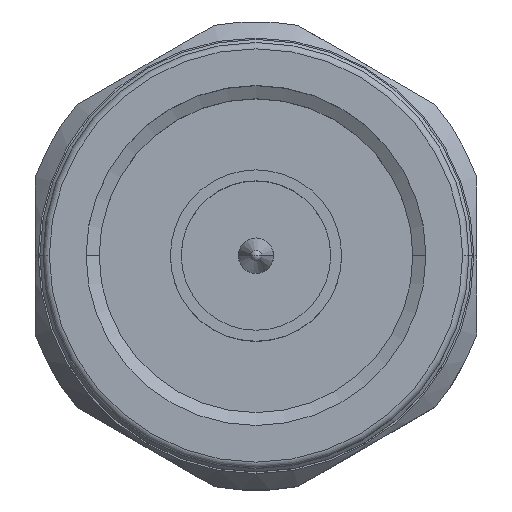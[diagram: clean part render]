
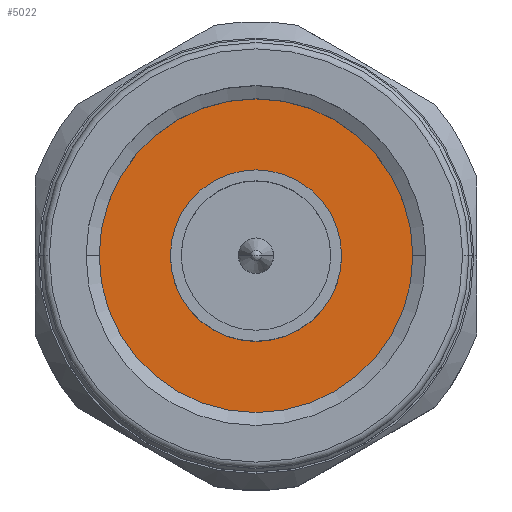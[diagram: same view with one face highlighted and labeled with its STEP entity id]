
A CAD part, top view. The second image highlights one B-rep face of the part: STEP entity #5022.
In plain terms, the highlighted face is planar.
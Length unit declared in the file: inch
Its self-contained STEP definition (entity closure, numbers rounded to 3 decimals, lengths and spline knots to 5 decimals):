
#151 = ORIENTED_EDGE ( 'NONE', *, *, #4220, .F. ) ;
#324 = DIRECTION ( 'NONE',  ( 1., 0., 0. ) ) ;
#554 = AXIS2_PLACEMENT_3D ( 'NONE', #5265, #817, #2173 ) ;
#570 = EDGE_LOOP ( 'NONE', ( #7100, #7707 ) ) ;
#589 = VERTEX_POINT ( 'NONE', #6801 ) ;
#817 = DIRECTION ( 'NONE',  ( 1., 0., 0. ) ) ;
#953 = DIRECTION ( 'NONE',  ( 0., 0., -1. ) ) ;
#1045 = VERTEX_POINT ( 'NONE', #7031 ) ;
#1177 = CARTESIAN_POINT ( 'NONE',  ( 0.35943, 0., 0.34395 ) ) ;
#1619 = VERTEX_POINT ( 'NONE', #5492 ) ;
#1842 = PLANE ( 'NONE',  #3479 ) ;
#1930 = CIRCLE ( 'NONE', #4350, 0.15748 ) ;
#1961 = EDGE_CURVE ( 'NONE', #589, #1619, #6174, .T. ) ;
#2173 = DIRECTION ( 'NONE',  ( 0., 0., -1. ) ) ;
#2193 = DIRECTION ( 'NONE',  ( 1., 0., 0. ) ) ;
#3010 = CARTESIAN_POINT ( 'NONE',  ( 0.35943, 0., 0. ) ) ;
#3142 = DIRECTION ( 'NONE',  ( 1., 0., 0. ) ) ;
#3217 = DIRECTION ( 'NONE',  ( 0., 0., -1. ) ) ;
#3387 = AXIS2_PLACEMENT_3D ( 'NONE', #7172, #2193, #6637 ) ;
#3479 = AXIS2_PLACEMENT_3D ( 'NONE', #7694, #3142, #3217 ) ;
#3499 = CARTESIAN_POINT ( 'NONE',  ( 0.35943, 0., 0. ) ) ;
#3657 = ORIENTED_EDGE ( 'NONE', *, *, #5713, .F. ) ;
#4036 = EDGE_LOOP ( 'NONE', ( #3657, #151 ) ) ;
#4220 = EDGE_CURVE ( 'NONE', #5872, #1045, #7066, .T. ) ;
#4350 = AXIS2_PLACEMENT_3D ( 'NONE', #3499, #324, #6651 ) ;
#4862 = CIRCLE ( 'NONE', #3387, 0.34395 ) ;
#5022 = ADVANCED_FACE ( 'NONE', ( #5532, #7447 ), #1842, .F. ) ;
#5265 = CARTESIAN_POINT ( 'NONE',  ( 0.35943, 0., 0. ) ) ;
#5492 = CARTESIAN_POINT ( 'NONE',  ( 0.35943, 0., 0.15748 ) ) ;
#5532 = FACE_OUTER_BOUND ( 'NONE', #4036, .T. ) ;
#5567 = DIRECTION ( 'NONE',  ( 1., 0., 0. ) ) ;
#5713 = EDGE_CURVE ( 'NONE', #1045, #5872, #4862, .T. ) ;
#5872 = VERTEX_POINT ( 'NONE', #1177 ) ;
#6174 = CIRCLE ( 'NONE', #7237, 0.15748 ) ;
#6308 = EDGE_CURVE ( 'NONE', #1619, #589, #1930, .T. ) ;
#6637 = DIRECTION ( 'NONE',  ( 0., 0., -1. ) ) ;
#6651 = DIRECTION ( 'NONE',  ( 0., 0., -1. ) ) ;
#6801 = CARTESIAN_POINT ( 'NONE',  ( 0.35943, 0., -0.15748 ) ) ;
#7031 = CARTESIAN_POINT ( 'NONE',  ( 0.35943, 0., -0.34395 ) ) ;
#7066 = CIRCLE ( 'NONE', #554, 0.34395 ) ;
#7100 = ORIENTED_EDGE ( 'NONE', *, *, #1961, .T. ) ;
#7172 = CARTESIAN_POINT ( 'NONE',  ( 0.35943, 0., 0. ) ) ;
#7237 = AXIS2_PLACEMENT_3D ( 'NONE', #3010, #5567, #953 ) ;
#7447 = FACE_BOUND ( 'NONE', #570, .T. ) ;
#7694 = CARTESIAN_POINT ( 'NONE',  ( 0.35943, 0.34395, 0. ) ) ;
#7707 = ORIENTED_EDGE ( 'NONE', *, *, #6308, .T. ) ;
